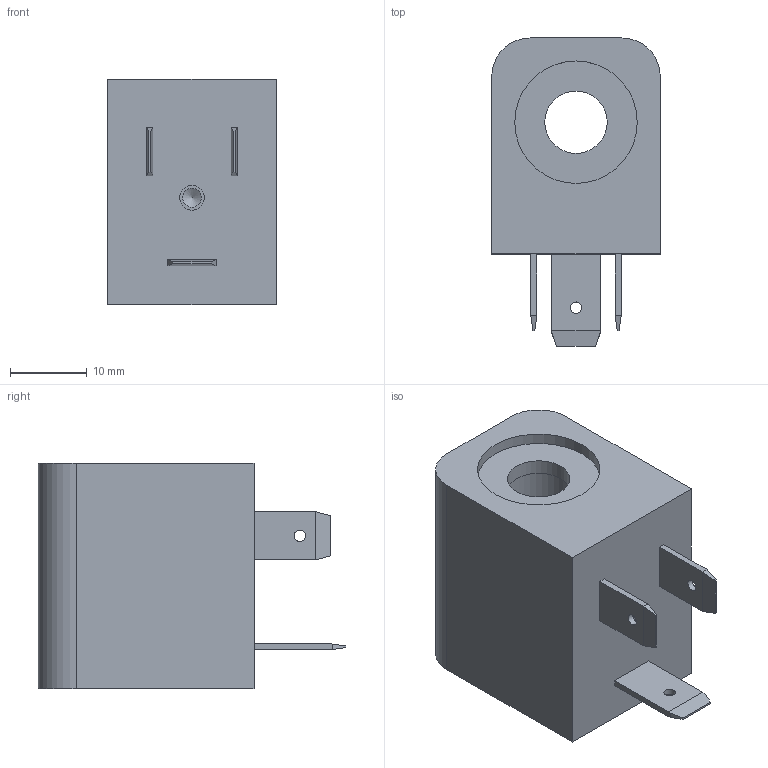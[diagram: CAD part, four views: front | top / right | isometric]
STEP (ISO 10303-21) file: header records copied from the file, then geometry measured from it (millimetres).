
FILE_DESCRIPTION( ( 'Unknown' ), '1' );
FILE_NAME( 'MA 22 24V DC.stp', 'Unknown', ( 'Unknown' ), ( 'Unknown' ), 'PSStep 17.0.49', 'Unknown', ' ' );
FILE_SCHEMA( ( 'AUTOMOTIVE_DESIGN { 1 0 10303 214 1 1 1 1 }' ) );
Length unit declared in the file: millimetre
Products named in the file (1):     MSBR
Bounding box: 22 x 40.2 x 29.5 mm (x, y, z)
Volume: 15940.3 mm3; surface area: 5321.7 mm2
Topology: 1 solids, 1 shells, 50 faces, 116 edges, 75 vertices
Faces by surface type: plane 37, cylinder 12, cone 1
Full cylindrical faces by diameter (mm): 1.5 x3, 2.459 x2, 3.236 x1, 8.15 x1, 9.15 x1, 11.6 x1, 16 x1
Entity records: 2434 total; most frequent: DIRECTION 226, CARTESIAN_POINT 224, ORIENTED_EDGE 202, PRESENTATION_STYLE_ASSIGNMENT 196, COLOUR_RGB 196, STYLED_ITEM 148, CURVE_STYLE 146, DRAUGHTING_PRE_DEFINED_CURVE_FONT 146
